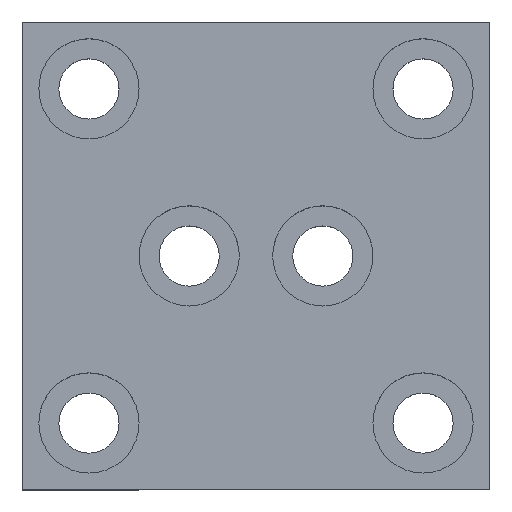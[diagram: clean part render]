
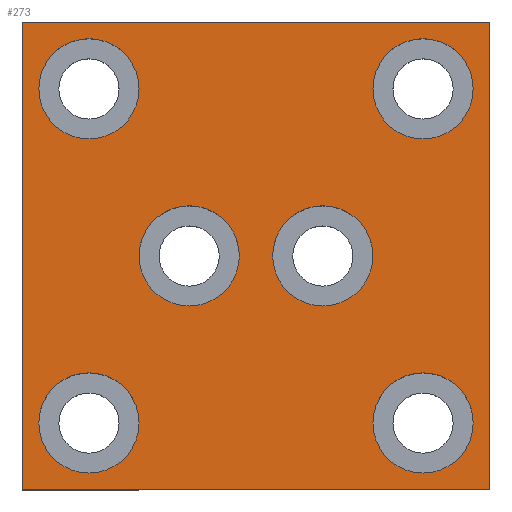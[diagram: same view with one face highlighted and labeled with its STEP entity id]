
A CAD part, top view. The second image highlights one B-rep face of the part: STEP entity #273.
In plain terms, the highlighted planar face has unit normal (0, 0, 1).
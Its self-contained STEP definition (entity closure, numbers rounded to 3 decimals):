
#3 = CARTESIAN_POINT ( 'NONE',  ( 35., -35., 20. ) ) ;
#14 = CARTESIAN_POINT ( 'NONE',  ( 17.5, -25., 20. ) ) ;
#22 = DIRECTION ( 'NONE',  ( 0., 0., 1. ) ) ;
#25 = CIRCLE ( 'NONE', #666, 7.5 ) ;
#38 = CARTESIAN_POINT ( 'NONE',  ( -25., -25., 20. ) ) ;
#43 = EDGE_CURVE ( 'NONE', #870, #507, #533, .T. ) ;
#45 = DIRECTION ( 'NONE',  ( 0., 0., 1. ) ) ;
#52 = FACE_BOUND ( 'NONE', #106, .T. ) ;
#59 = ORIENTED_EDGE ( 'NONE', *, *, #693, .T. ) ;
#67 = DIRECTION ( 'NONE',  ( -1., 0., 0. ) ) ;
#88 = AXIS2_PLACEMENT_3D ( 'NONE', #432, #1052, #618 ) ;
#98 = DIRECTION ( 'NONE',  ( 0., 0., 1. ) ) ;
#105 = FACE_BOUND ( 'NONE', #213, .T. ) ;
#106 = EDGE_LOOP ( 'NONE', ( #271, #980 ) ) ;
#109 = ORIENTED_EDGE ( 'NONE', *, *, #159, .T. ) ;
#129 = EDGE_LOOP ( 'NONE', ( #59, #408, #109, #359 ) ) ;
#159 = EDGE_CURVE ( 'NONE', #862, #492, #810, .T. ) ;
#173 = ORIENTED_EDGE ( 'NONE', *, *, #1109, .F. ) ;
#174 = PLANE ( 'NONE',  #88 ) ;
#177 = AXIS2_PLACEMENT_3D ( 'NONE', #1097, #641, #299 ) ;
#178 = VECTOR ( 'NONE', #423, 1000. ) ;
#181 = EDGE_LOOP ( 'NONE', ( #913, #173 ) ) ;
#189 = EDGE_CURVE ( 'NONE', #718, #364, #576, .T. ) ;
#194 = VECTOR ( 'NONE', #703, 1000. ) ;
#196 = ORIENTED_EDGE ( 'NONE', *, *, #1119, .F. ) ;
#213 = EDGE_LOOP ( 'NONE', ( #196, #691 ) ) ;
#218 = DIRECTION ( 'NONE',  ( 1., 0., 0. ) ) ;
#230 = CARTESIAN_POINT ( 'NONE',  ( -32.5, 25., 20. ) ) ;
#237 = VERTEX_POINT ( 'NONE', #696 ) ;
#239 = VERTEX_POINT ( 'NONE', #517 ) ;
#244 = DIRECTION ( 'NONE',  ( 1., 0., 0. ) ) ;
#249 = FACE_BOUND ( 'NONE', #882, .T. ) ;
#252 = VERTEX_POINT ( 'NONE', #796 ) ;
#259 = EDGE_CURVE ( 'NONE', #492, #842, #758, .T. ) ;
#260 = DIRECTION ( 'NONE',  ( 0., 0., 1. ) ) ;
#263 = CIRCLE ( 'NONE', #1041, 7.5 ) ;
#271 = ORIENTED_EDGE ( 'NONE', *, *, #43, .F. ) ;
#273 = ADVANCED_FACE ( 'NONE', ( #249, #105, #985, #742, #532, #52, #403 ), #174, .T. ) ;
#274 = AXIS2_PLACEMENT_3D ( 'NONE', #1143, #872, #1138 ) ;
#299 = DIRECTION ( 'NONE',  ( 1., 0., 0. ) ) ;
#304 = CIRCLE ( 'NONE', #968, 7.5 ) ;
#305 = CARTESIAN_POINT ( 'NONE',  ( 25., -25., 20. ) ) ;
#313 = ORIENTED_EDGE ( 'NONE', *, *, #981, .F. ) ;
#315 = DIRECTION ( 'NONE',  ( 1., 0., 0. ) ) ;
#323 = VERTEX_POINT ( 'NONE', #654 ) ;
#359 = ORIENTED_EDGE ( 'NONE', *, *, #259, .T. ) ;
#364 = VERTEX_POINT ( 'NONE', #379 ) ;
#365 = CARTESIAN_POINT ( 'NONE',  ( -35., -35., 20. ) ) ;
#371 = CIRCLE ( 'NONE', #986, 7.5 ) ;
#379 = CARTESIAN_POINT ( 'NONE',  ( -32.5, -25., 20. ) ) ;
#402 = DIRECTION ( 'NONE',  ( 0., 0., 1. ) ) ;
#403 = FACE_OUTER_BOUND ( 'NONE', #129, .T. ) ;
#408 = ORIENTED_EDGE ( 'NONE', *, *, #634, .T. ) ;
#416 = EDGE_LOOP ( 'NONE', ( #602, #730 ) ) ;
#417 = CARTESIAN_POINT ( 'NONE',  ( -25., -25., 20. ) ) ;
#423 = DIRECTION ( 'NONE',  ( 1., 0., 0. ) ) ;
#425 = EDGE_CURVE ( 'NONE', #364, #718, #714, .T. ) ;
#432 = CARTESIAN_POINT ( 'NONE',  ( 0., 0., 20. ) ) ;
#446 = AXIS2_PLACEMENT_3D ( 'NONE', #764, #1013, #218 ) ;
#462 = ORIENTED_EDGE ( 'NONE', *, *, #625, .F. ) ;
#463 = CARTESIAN_POINT ( 'NONE',  ( 10., 0., 20. ) ) ;
#484 = CARTESIAN_POINT ( 'NONE',  ( 25., 25., 20. ) ) ;
#492 = VERTEX_POINT ( 'NONE', #1010 ) ;
#507 = VERTEX_POINT ( 'NONE', #230 ) ;
#517 = CARTESIAN_POINT ( 'NONE',  ( 17.5, 0., 20. ) ) ;
#532 = FACE_BOUND ( 'NONE', #416, .T. ) ;
#533 = CIRCLE ( 'NONE', #820, 7.5 ) ;
#535 = CARTESIAN_POINT ( 'NONE',  ( 25., 25., 20. ) ) ;
#540 = CARTESIAN_POINT ( 'NONE',  ( -35., 35., 20. ) ) ;
#542 = CIRCLE ( 'NONE', #177, 7.5 ) ;
#550 = CARTESIAN_POINT ( 'NONE',  ( -17.5, 25., 20. ) ) ;
#555 = DIRECTION ( 'NONE',  ( 1., 0., 0. ) ) ;
#562 = DIRECTION ( 'NONE',  ( 0., 0., 1. ) ) ;
#570 = DIRECTION ( 'NONE',  ( 1., 0., 0. ) ) ;
#576 = CIRCLE ( 'NONE', #846, 7.5 ) ;
#590 = DIRECTION ( 'NONE',  ( 1., 0., 0. ) ) ;
#597 = DIRECTION ( 'NONE',  ( 0., 0., 1. ) ) ;
#602 = ORIENTED_EDGE ( 'NONE', *, *, #189, .F. ) ;
#609 = CARTESIAN_POINT ( 'NONE',  ( 35., -35., 20. ) ) ;
#618 = DIRECTION ( 'NONE',  ( 1., 0., 0. ) ) ;
#624 = CARTESIAN_POINT ( 'NONE',  ( 32.5, 25., 20. ) ) ;
#625 = EDGE_CURVE ( 'NONE', #239, #252, #657, .T. ) ;
#634 = EDGE_CURVE ( 'NONE', #774, #862, #1114, .T. ) ;
#641 = DIRECTION ( 'NONE',  ( 0., 0., 1. ) ) ;
#642 = CARTESIAN_POINT ( 'NONE',  ( -25., 25., 20. ) ) ;
#653 = DIRECTION ( 'NONE',  ( 1., 0., 0. ) ) ;
#654 = CARTESIAN_POINT ( 'NONE',  ( -2.5, 0., 20. ) ) ;
#657 = CIRCLE ( 'NONE', #274, 7.5 ) ;
#660 = VERTEX_POINT ( 'NONE', #624 ) ;
#664 = DIRECTION ( 'NONE',  ( 1., 0., 0. ) ) ;
#666 = AXIS2_PLACEMENT_3D ( 'NONE', #484, #45, #590 ) ;
#668 = DIRECTION ( 'NONE',  ( 0., 1., 0. ) ) ;
#691 = ORIENTED_EDGE ( 'NONE', *, *, #1038, .F. ) ;
#693 = EDGE_CURVE ( 'NONE', #842, #774, #823, .T. ) ;
#695 = AXIS2_PLACEMENT_3D ( 'NONE', #38, #402, #664 ) ;
#696 = CARTESIAN_POINT ( 'NONE',  ( -17.5, 0., 20. ) ) ;
#701 = EDGE_CURVE ( 'NONE', #660, #776, #371, .T. ) ;
#703 = DIRECTION ( 'NONE',  ( 0., -1., 0. ) ) ;
#712 = AXIS2_PLACEMENT_3D ( 'NONE', #305, #929, #315 ) ;
#714 = CIRCLE ( 'NONE', #695, 7.5 ) ;
#718 = VERTEX_POINT ( 'NONE', #793 ) ;
#730 = ORIENTED_EDGE ( 'NONE', *, *, #425, .F. ) ;
#741 = CARTESIAN_POINT ( 'NONE',  ( -10., 0., 20. ) ) ;
#742 = FACE_BOUND ( 'NONE', #898, .T. ) ;
#758 = LINE ( 'NONE', #955, #878 ) ;
#764 = CARTESIAN_POINT ( 'NONE',  ( -10., 0., 20. ) ) ;
#774 = VERTEX_POINT ( 'NONE', #365 ) ;
#776 = VERTEX_POINT ( 'NONE', #1076 ) ;
#784 = ORIENTED_EDGE ( 'NONE', *, *, #1085, .F. ) ;
#793 = CARTESIAN_POINT ( 'NONE',  ( -17.5, -25., 20. ) ) ;
#796 = CARTESIAN_POINT ( 'NONE',  ( 2.5, 0., 20. ) ) ;
#810 = LINE ( 'NONE', #927, #1131 ) ;
#814 = VERTEX_POINT ( 'NONE', #14 ) ;
#820 = AXIS2_PLACEMENT_3D ( 'NONE', #642, #562, #653 ) ;
#823 = LINE ( 'NONE', #1062, #194 ) ;
#832 = CARTESIAN_POINT ( 'NONE',  ( 32.5, -25., 20. ) ) ;
#842 = VERTEX_POINT ( 'NONE', #540 ) ;
#846 = AXIS2_PLACEMENT_3D ( 'NONE', #417, #597, #1132 ) ;
#862 = VERTEX_POINT ( 'NONE', #3 ) ;
#870 = VERTEX_POINT ( 'NONE', #550 ) ;
#872 = DIRECTION ( 'NONE',  ( 0., 0., 1. ) ) ;
#878 = VECTOR ( 'NONE', #67, 1000. ) ;
#882 = EDGE_LOOP ( 'NONE', ( #462, #313 ) ) ;
#896 = AXIS2_PLACEMENT_3D ( 'NONE', #463, #98, #555 ) ;
#898 = EDGE_LOOP ( 'NONE', ( #784, #1147 ) ) ;
#913 = ORIENTED_EDGE ( 'NONE', *, *, #701, .F. ) ;
#923 = EDGE_CURVE ( 'NONE', #507, #870, #542, .T. ) ;
#927 = CARTESIAN_POINT ( 'NONE',  ( 35., -35., 20. ) ) ;
#929 = DIRECTION ( 'NONE',  ( 0., 0., 1. ) ) ;
#945 = DIRECTION ( 'NONE',  ( 1., 0., 0. ) ) ;
#955 = CARTESIAN_POINT ( 'NONE',  ( 35., 35., 20. ) ) ;
#968 = AXIS2_PLACEMENT_3D ( 'NONE', #741, #1002, #945 ) ;
#972 = CIRCLE ( 'NONE', #446, 7.5 ) ;
#980 = ORIENTED_EDGE ( 'NONE', *, *, #923, .F. ) ;
#981 = EDGE_CURVE ( 'NONE', #252, #239, #1040, .T. ) ;
#985 = FACE_BOUND ( 'NONE', #181, .T. ) ;
#986 = AXIS2_PLACEMENT_3D ( 'NONE', #535, #260, #244 ) ;
#996 = CARTESIAN_POINT ( 'NONE',  ( 25., -25., 20. ) ) ;
#1001 = VERTEX_POINT ( 'NONE', #832 ) ;
#1002 = DIRECTION ( 'NONE',  ( 0., 0., 1. ) ) ;
#1010 = CARTESIAN_POINT ( 'NONE',  ( 35., 35., 20. ) ) ;
#1013 = DIRECTION ( 'NONE',  ( 0., 0., 1. ) ) ;
#1016 = EDGE_CURVE ( 'NONE', #814, #1001, #263, .T. ) ;
#1038 = EDGE_CURVE ( 'NONE', #237, #323, #304, .T. ) ;
#1040 = CIRCLE ( 'NONE', #896, 7.5 ) ;
#1041 = AXIS2_PLACEMENT_3D ( 'NONE', #996, #22, #570 ) ;
#1052 = DIRECTION ( 'NONE',  ( 0., 0., 1. ) ) ;
#1062 = CARTESIAN_POINT ( 'NONE',  ( -35., -35., 20. ) ) ;
#1076 = CARTESIAN_POINT ( 'NONE',  ( 17.5, 25., 20. ) ) ;
#1085 = EDGE_CURVE ( 'NONE', #1001, #814, #1128, .T. ) ;
#1097 = CARTESIAN_POINT ( 'NONE',  ( -25., 25., 20. ) ) ;
#1109 = EDGE_CURVE ( 'NONE', #776, #660, #25, .T. ) ;
#1114 = LINE ( 'NONE', #609, #178 ) ;
#1119 = EDGE_CURVE ( 'NONE', #323, #237, #972, .T. ) ;
#1128 = CIRCLE ( 'NONE', #712, 7.5 ) ;
#1131 = VECTOR ( 'NONE', #668, 1000. ) ;
#1132 = DIRECTION ( 'NONE',  ( 1., 0., 0. ) ) ;
#1138 = DIRECTION ( 'NONE',  ( 1., 0., 0. ) ) ;
#1143 = CARTESIAN_POINT ( 'NONE',  ( 10., 0., 20. ) ) ;
#1147 = ORIENTED_EDGE ( 'NONE', *, *, #1016, .F. ) ;
